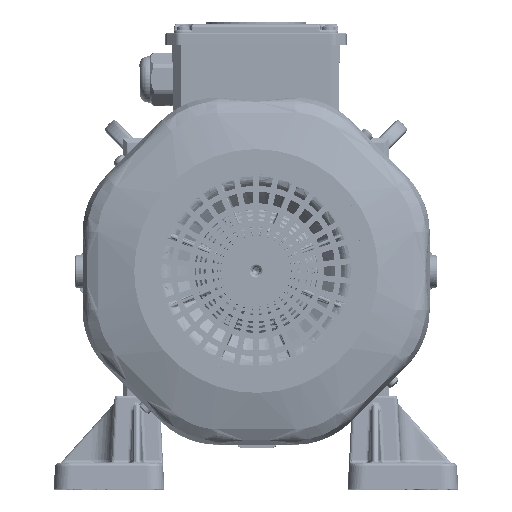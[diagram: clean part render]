
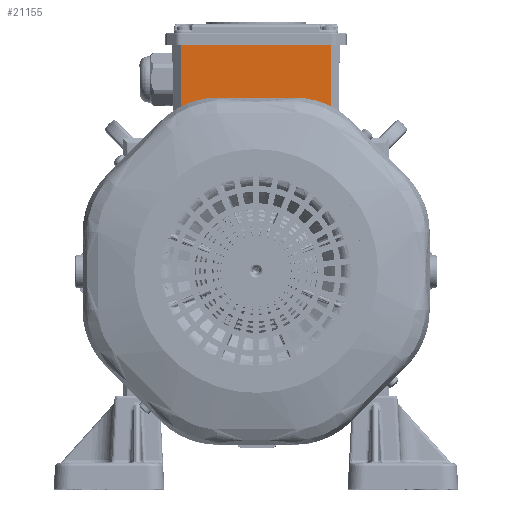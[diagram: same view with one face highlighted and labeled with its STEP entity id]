
A CAD part, top view. The second image highlights one B-rep face of the part: STEP entity #21155.
In plain terms, the highlighted planar face has unit normal (0, -0.018, 1).
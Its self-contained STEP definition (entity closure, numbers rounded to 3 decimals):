
#16822=PLANE('',#194034);
#21155=ADVANCED_FACE('',(#36665),#16822,.T.);
#36665=FACE_OUTER_BOUND('',#48514,.T.);
#48514=EDGE_LOOP('',(#82053,#82054,#82055,#82056));
#60975=LINE('',#271509,#70434);
#60976=LINE('',#271511,#70435);
#60977=LINE('',#271513,#70436);
#60978=LINE('',#271515,#70437);
#70434=VECTOR('',#217133,1.);
#70435=VECTOR('',#217136,1.);
#70436=VECTOR('',#217137,1.);
#70437=VECTOR('',#217138,1.);
#82053=ORIENTED_EDGE('',*,*,#153603,.T.);
#82054=ORIENTED_EDGE('',*,*,#153602,.F.);
#82055=ORIENTED_EDGE('',*,*,#153604,.F.);
#82056=ORIENTED_EDGE('',*,*,#153605,.T.);
#135333=VERTEX_POINT('',#271503);
#135336=VERTEX_POINT('',#271508);
#135337=VERTEX_POINT('',#271512);
#135338=VERTEX_POINT('',#271514);
#153602=EDGE_CURVE('',#135336,#135333,#60975,.T.);
#153603=EDGE_CURVE('',#135337,#135333,#60976,.T.);
#153604=EDGE_CURVE('',#135338,#135336,#60977,.T.);
#153605=EDGE_CURVE('',#135338,#135337,#60978,.T.);
#194034=AXIS2_PLACEMENT_3D('',#271516,#217139,#217140);
#217133=DIRECTION('',(-0.007,1.,0.017));
#217136=DIRECTION('',(-1.,0.,0.));
#217137=DIRECTION('',(-1.,0.,0.));
#217138=DIRECTION('',(0.007,1.,0.017));
#217139=DIRECTION('',(0.,-0.017,1.));
#217140=DIRECTION('',(0.,1.,0.017));
#271503=CARTESIAN_POINT('',(-45.457,137.,116.689));
#271508=CARTESIAN_POINT('',(-45.172,97.5,116.));
#271509=CARTESIAN_POINT('',(-45.172,97.5,116.));
#271511=CARTESIAN_POINT('',(45.172,137.,116.689));
#271512=CARTESIAN_POINT('',(45.457,137.,116.689));
#271513=CARTESIAN_POINT('',(45.172,97.5,116.));
#271514=CARTESIAN_POINT('',(45.172,97.5,116.));
#271515=CARTESIAN_POINT('',(45.172,97.5,116.));
#271516=CARTESIAN_POINT('',(45.172,97.5,116.));
